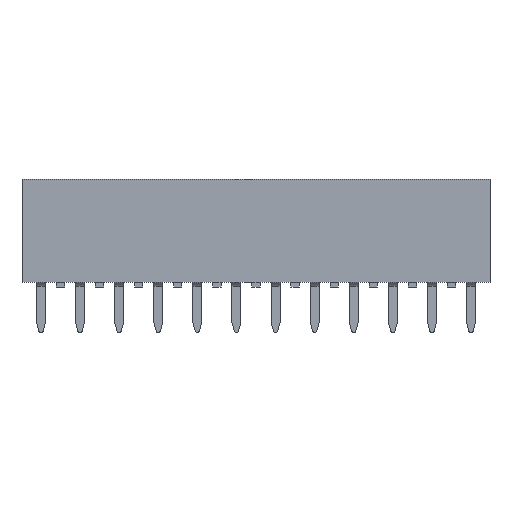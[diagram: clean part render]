
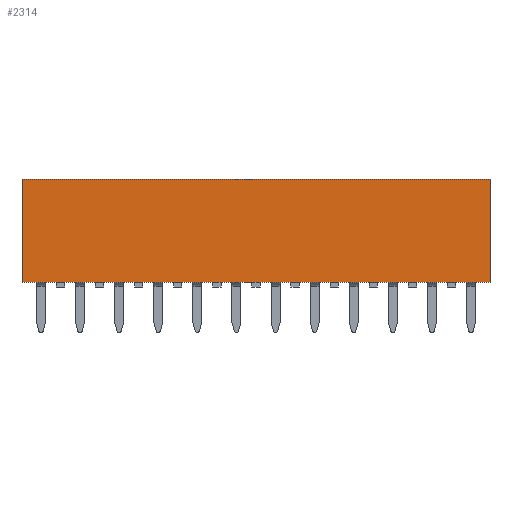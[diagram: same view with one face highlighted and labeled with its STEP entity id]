
A CAD part, front view. The second image highlights one B-rep face of the part: STEP entity #2314.
In plain terms, the highlighted planar face has unit normal (0, -1, 0).
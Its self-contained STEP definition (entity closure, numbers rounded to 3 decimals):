
#2114=CARTESIAN_POINT('',(15.2,-1.27,0.3));
#2115=VERTEX_POINT('',#2114);
#2122=CARTESIAN_POINT('',(-15.2,-1.27,0.3));
#2123=VERTEX_POINT('',#2122);
#2124=CARTESIAN_POINT('',(15.2,-1.27,0.3));
#2125=DIRECTION('',(-1.0,0.0,0.0));
#2126=VECTOR('',#2125,30.4);
#2127=LINE('',#2124,#2126);
#2128=EDGE_CURVE('',#2115,#2123,#2127,.T.);
#2152=CARTESIAN_POINT('',(15.2,-1.27,7.0));
#2153=VERTEX_POINT('',#2152);
#2170=CARTESIAN_POINT('',(-15.2,-1.27,7.0));
#2171=VERTEX_POINT('',#2170);
#2178=CARTESIAN_POINT('',(-15.2,-1.27,7.0));
#2179=DIRECTION('',(1.0,0.0,0.0));
#2180=VECTOR('',#2179,30.4);
#2181=LINE('',#2178,#2180);
#2182=EDGE_CURVE('',#2171,#2153,#2181,.T.);
#2286=CARTESIAN_POINT('',(-15.2,-1.27,0.3));
#2287=DIRECTION('',(0.0,0.0,1.0));
#2288=VECTOR('',#2287,6.7);
#2289=LINE('',#2286,#2288);
#2290=EDGE_CURVE('',#2123,#2171,#2289,.T.);
#2298=CARTESIAN_POINT('',(0.0,-1.27,3.65));
#2299=DIRECTION('',(0.0,1.0,0.0));
#2300=DIRECTION('',(0.0,0.0,1.0));
#2301=AXIS2_PLACEMENT_3D('',#2298,#2299,#2300);
#2302=PLANE('',#2301);
#2303=CARTESIAN_POINT('',(15.2,-1.27,0.3));
#2304=DIRECTION('',(0.0,0.0,1.0));
#2305=VECTOR('',#2304,6.7);
#2306=LINE('',#2303,#2305);
#2307=EDGE_CURVE('',#2115,#2153,#2306,.T.);
#2308=ORIENTED_EDGE('',*,*,#2307,.T.);
#2309=ORIENTED_EDGE('',*,*,#2182,.F.);
#2310=ORIENTED_EDGE('',*,*,#2290,.F.);
#2311=ORIENTED_EDGE('',*,*,#2128,.F.);
#2312=EDGE_LOOP('',(#2308,#2309,#2310,#2311));
#2313=FACE_OUTER_BOUND('',#2312,.T.);
#2314=ADVANCED_FACE('',(#2313),#2302,.F.);
